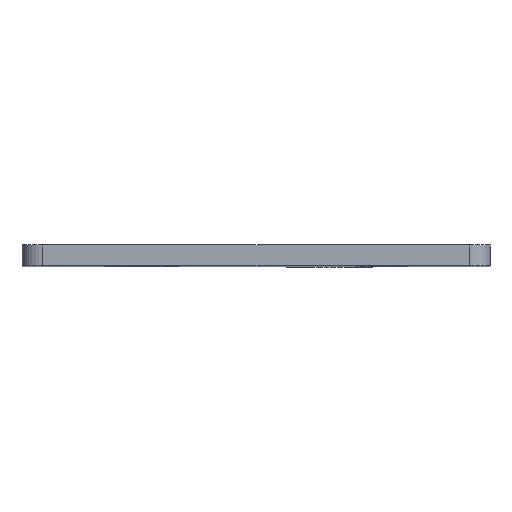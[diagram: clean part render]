
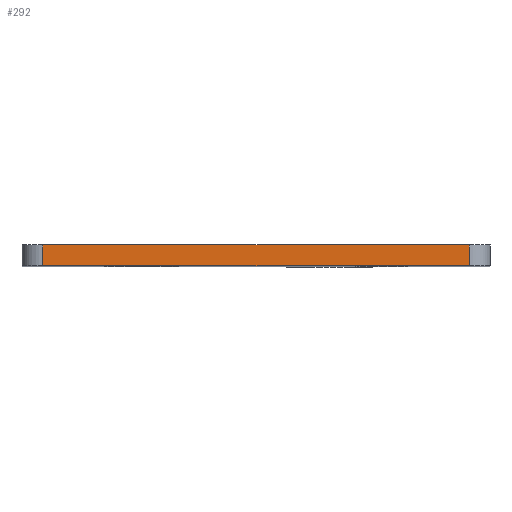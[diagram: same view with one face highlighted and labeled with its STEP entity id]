
A CAD part, top view. The second image highlights one B-rep face of the part: STEP entity #292.
In plain terms, the highlighted planar face has unit normal (0, 0, 1).
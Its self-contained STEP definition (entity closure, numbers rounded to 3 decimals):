
#14 = VECTOR ( 'NONE', #21, 1000. ) ;
#21 = DIRECTION ( 'NONE',  ( 0., -1., 0. ) ) ;
#84 = CARTESIAN_POINT ( 'NONE',  ( 70.5, 2.5, 13. ) ) ;
#102 = ORIENTED_EDGE ( 'NONE', *, *, #634, .F. ) ;
#105 = EDGE_CURVE ( 'NONE', #529, #596, #344, .T. ) ;
#137 = CARTESIAN_POINT ( 'NONE',  ( 17., 0., 13. ) ) ;
#173 = EDGE_CURVE ( 'NONE', #564, #529, #615, .T. ) ;
#175 = CARTESIAN_POINT ( 'NONE',  ( 70.5, 0., 13. ) ) ;
#182 = CARTESIAN_POINT ( 'NONE',  ( 19.5, 0., 13. ) ) ;
#188 = PLANE ( 'NONE',  #640 ) ;
#223 = ORIENTED_EDGE ( 'NONE', *, *, #571, .T. ) ;
#228 = DIRECTION ( 'NONE',  ( 0., 1., 0. ) ) ;
#245 = CARTESIAN_POINT ( 'NONE',  ( 19.5, 0., 13. ) ) ;
#292 = ADVANCED_FACE ( 'NONE', ( #449 ), #188, .T. ) ;
#297 = VECTOR ( 'NONE', #358, 1000. ) ;
#321 = LINE ( 'NONE', #365, #618 ) ;
#323 = ORIENTED_EDGE ( 'NONE', *, *, #173, .T. ) ;
#344 = LINE ( 'NONE', #175, #585 ) ;
#358 = DIRECTION ( 'NONE',  ( 1., 0., 0. ) ) ;
#365 = CARTESIAN_POINT ( 'NONE',  ( 17., 2.5, 13. ) ) ;
#397 = DIRECTION ( 'NONE',  ( 0., 0., 1. ) ) ;
#402 = CARTESIAN_POINT ( 'NONE',  ( 17., 0., 13. ) ) ;
#409 = DIRECTION ( 'NONE',  ( 1., 0., 0. ) ) ;
#439 = ORIENTED_EDGE ( 'NONE', *, *, #105, .T. ) ;
#449 = FACE_OUTER_BOUND ( 'NONE', #579, .T. ) ;
#500 = VERTEX_POINT ( 'NONE', #568 ) ;
#515 = LINE ( 'NONE', #182, #14 ) ;
#529 = VERTEX_POINT ( 'NONE', #620 ) ;
#564 = VERTEX_POINT ( 'NONE', #245 ) ;
#568 = CARTESIAN_POINT ( 'NONE',  ( 19.5, 2.5, 13. ) ) ;
#571 = EDGE_CURVE ( 'NONE', #500, #564, #515, .T. ) ;
#579 = EDGE_LOOP ( 'NONE', ( #102, #223, #323, #439 ) ) ;
#585 = VECTOR ( 'NONE', #228, 1000. ) ;
#588 = DIRECTION ( 'NONE',  ( 1., 0., 0. ) ) ;
#596 = VERTEX_POINT ( 'NONE', #84 ) ;
#615 = LINE ( 'NONE', #137, #297 ) ;
#618 = VECTOR ( 'NONE', #588, 1000. ) ;
#620 = CARTESIAN_POINT ( 'NONE',  ( 70.5, 0., 13. ) ) ;
#634 = EDGE_CURVE ( 'NONE', #500, #596, #321, .T. ) ;
#640 = AXIS2_PLACEMENT_3D ( 'NONE', #402, #397, #409 ) ;
